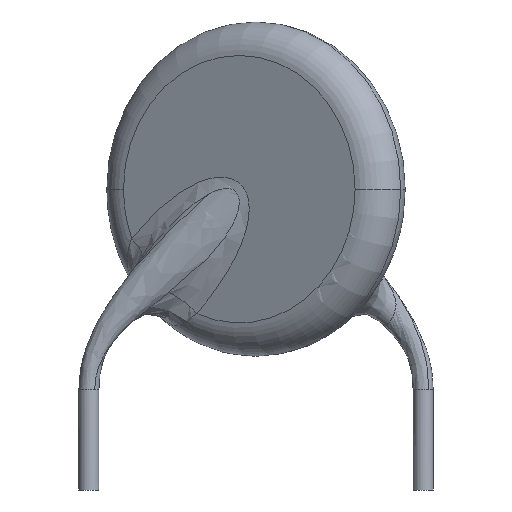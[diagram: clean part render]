
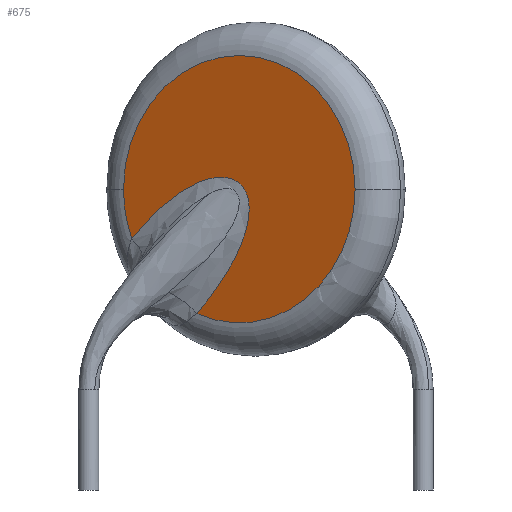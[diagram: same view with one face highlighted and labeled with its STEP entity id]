
A CAD part, front view. The second image highlights one B-rep face of the part: STEP entity #675.
In plain terms, the highlighted planar face has unit normal (-0.5, -0.866, 0).
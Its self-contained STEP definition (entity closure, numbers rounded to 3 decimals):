
#149 = VERTEX_POINT('',#150);
#150 = CARTESIAN_POINT('',(-1.767,-0.135,
    2.277));
#158 = VERTEX_POINT('',#159);
#159 = CARTESIAN_POINT('',(-3.717,0.991,4.515)
  );
#507 = EDGE_CURVE('',#158,#149,#508,.T.);
#508 = B_SPLINE_CURVE_WITH_KNOTS('',3,(#509,#510,#511,#512,#513,#514,
    #515,#516,#517,#518,#519,#520,#521,#522,#523,#524,#525,#526,#527,
    #528,#529,#530,#531,#532,#533,#534,#535,#536),.UNSPECIFIED.,.F.,.F.,
  (4,2,2,2,2,2,2,2,2,2,2,2,2,4),(0.,0.001,
    0.002,0.003,0.003,
    0.004,0.004,0.004,
    0.005,0.005,0.006,
    0.007,0.008,0.009),
  .UNSPECIFIED.);
#509 = CARTESIAN_POINT('',(-3.717,0.991,4.515)
  );
#510 = CARTESIAN_POINT('',(-3.504,0.868,4.794
    ));
#511 = CARTESIAN_POINT('',(-3.278,0.738,5.053
    ));
#512 = CARTESIAN_POINT('',(-2.794,0.458,5.525
    ));
#513 = CARTESIAN_POINT('',(-2.536,0.31,5.738
    ));
#514 = CARTESIAN_POINT('',(-2.116,0.067,
    6.01));
#515 = CARTESIAN_POINT('',(-1.97,-0.017,
    6.092));
#516 = CARTESIAN_POINT('',(-1.67,-0.19,
    6.229));
#517 = CARTESIAN_POINT('',(-1.517,-0.279,
    6.284));
#518 = CARTESIAN_POINT('',(-1.198,-0.463,
    6.354));
#519 = CARTESIAN_POINT('',(-1.033,-0.558,6.368
    ));
#520 = CARTESIAN_POINT('',(-0.793,-0.697,6.329
    ));
#521 = CARTESIAN_POINT('',(-0.714,-0.742,
    6.306));
#522 = CARTESIAN_POINT('',(-0.564,-0.829,6.231
    ));
#523 = CARTESIAN_POINT('',(-0.495,-0.869,
    6.18));
#524 = CARTESIAN_POINT('',(-0.317,-0.972,
    5.986));
#525 = CARTESIAN_POINT('',(-0.247,-1.012,5.806
    ));
#526 = CARTESIAN_POINT('',(-0.194,-1.043,
    5.436));
#527 = CARTESIAN_POINT('',(-0.205,-1.036,
    5.247));
#528 = CARTESIAN_POINT('',(-0.265,-1.002,
    4.881));
#529 = CARTESIAN_POINT('',(-0.314,-0.973,
    4.704));
#530 = CARTESIAN_POINT('',(-0.435,-0.904,4.357
    ));
#531 = CARTESIAN_POINT('',(-0.506,-0.862,4.19
    ));
#532 = CARTESIAN_POINT('',(-0.741,-0.727,
    3.706));
#533 = CARTESIAN_POINT('',(-0.925,-0.621,
    3.403));
#534 = CARTESIAN_POINT('',(-1.327,-0.389,2.82
    ));
#535 = CARTESIAN_POINT('',(-1.543,-0.264,
    2.545));
#536 = CARTESIAN_POINT('',(-1.767,-0.135,
    2.277));
#630 = VERTEX_POINT('',#631);
#631 = CARTESIAN_POINT('',(-3.964,1.134,6.)
  );
#648 = VERTEX_POINT('',#649);
#649 = CARTESIAN_POINT('',(2.964,-2.866,6.)
  );
#656 = EDGE_CURVE('',#149,#648,#657,.T.);
#657 = CIRCLE('',#658,4.);
#658 = AXIS2_PLACEMENT_3D('',#659,#660,#661);
#659 = CARTESIAN_POINT('',(-0.5,-0.866,6.
    ));
#660 = DIRECTION('',(-0.5,-0.866,0.));
#661 = DIRECTION('',(0.866,-0.5,0.));
#664 = EDGE_CURVE('',#630,#158,#665,.T.);
#665 = CIRCLE('',#666,4.);
#666 = AXIS2_PLACEMENT_3D('',#667,#668,#669);
#667 = CARTESIAN_POINT('',(-0.5,-0.866,6.
    ));
#668 = DIRECTION('',(-0.5,-0.866,0.));
#669 = DIRECTION('',(0.866,-0.5,0.));
#675 = ADVANCED_FACE('',(#676),#688,.T.);
#676 = FACE_BOUND('',#677,.T.);
#677 = EDGE_LOOP('',(#678,#679,#686,#687));
#678 = ORIENTED_EDGE('',*,*,#656,.T.);
#679 = ORIENTED_EDGE('',*,*,#680,.T.);
#680 = EDGE_CURVE('',#648,#630,#681,.T.);
#681 = CIRCLE('',#682,4.);
#682 = AXIS2_PLACEMENT_3D('',#683,#684,#685);
#683 = CARTESIAN_POINT('',(-0.5,-0.866,6.
    ));
#684 = DIRECTION('',(-0.5,-0.866,0.));
#685 = DIRECTION('',(0.866,-0.5,0.));
#686 = ORIENTED_EDGE('',*,*,#664,.T.);
#687 = ORIENTED_EDGE('',*,*,#507,.T.);
#688 = PLANE('',#689);
#689 = AXIS2_PLACEMENT_3D('',#690,#691,#692);
#690 = CARTESIAN_POINT('',(-0.5,-0.866,6.
    ));
#691 = DIRECTION('',(-0.5,-0.866,0.));
#692 = DIRECTION('',(0.866,-0.5,0.));
